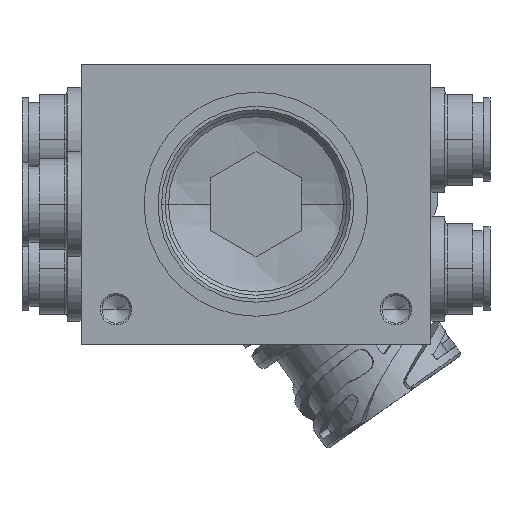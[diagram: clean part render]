
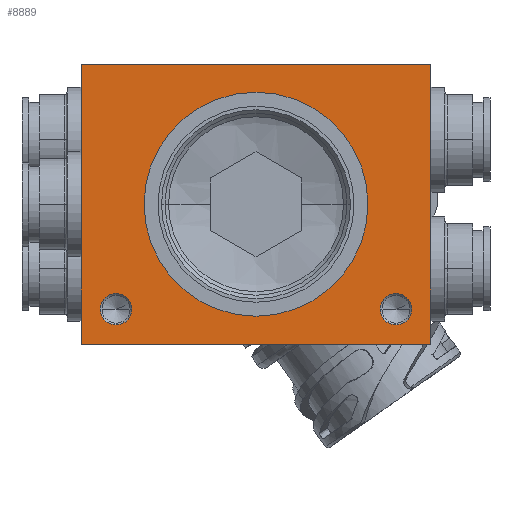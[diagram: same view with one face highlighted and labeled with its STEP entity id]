
A CAD part, front view. The second image highlights one B-rep face of the part: STEP entity #8889.
In plain terms, the highlighted planar face has unit normal (0, -1, 0).
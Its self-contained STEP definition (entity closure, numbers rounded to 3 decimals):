
#106=DIRECTION('',(0.,0.,1.));
#107=VECTOR('',#106,40.);
#108=CARTESIAN_POINT('',(-25.,-137.,-20.));
#109=LINE('',#108,#107);
#432=CARTESIAN_POINT('',(20.,-137.,-15.));
#433=DIRECTION('',(0.,-1.,0.));
#434=DIRECTION('',(-1.,0.,0.));
#435=AXIS2_PLACEMENT_3D('',#432,#433,#434);
#437=CARTESIAN_POINT('',(20.,-137.,-15.));
#438=DIRECTION('',(0.,-1.,0.));
#439=DIRECTION('',(1.,0.,0.));
#440=AXIS2_PLACEMENT_3D('',#437,#438,#439);
#442=CARTESIAN_POINT('',(-20.,-137.,-15.));
#443=DIRECTION('',(0.,-1.,0.));
#444=DIRECTION('',(-1.,0.,0.));
#445=AXIS2_PLACEMENT_3D('',#442,#443,#444);
#447=CARTESIAN_POINT('',(-20.,-137.,-15.));
#448=DIRECTION('',(0.,-1.,0.));
#449=DIRECTION('',(1.,0.,0.));
#450=AXIS2_PLACEMENT_3D('',#447,#448,#449);
#452=DIRECTION('',(1.,0.,0.));
#453=VECTOR('',#452,50.);
#454=CARTESIAN_POINT('',(-25.,-137.,20.));
#455=LINE('',#454,#453);
#514=DIRECTION('',(-1.,0.,0.));
#515=VECTOR('',#514,50.);
#516=CARTESIAN_POINT('',(25.,-137.,-20.));
#517=LINE('',#516,#515);
#536=DIRECTION('',(0.,0.,-1.));
#537=VECTOR('',#536,40.);
#538=CARTESIAN_POINT('',(25.,-137.,20.));
#539=LINE('',#538,#537);
#3177=CARTESIAN_POINT('',(0.,-137.,0.));
#3178=DIRECTION('',(0.,-1.,0.));
#3179=DIRECTION('',(1.,0.,0.));
#3180=AXIS2_PLACEMENT_3D('',#3177,#3178,#3179);
#3187=CARTESIAN_POINT('',(0.,-137.,0.));
#3188=DIRECTION('',(0.,-1.,0.));
#3189=DIRECTION('',(-1.,0.,0.));
#3190=AXIS2_PLACEMENT_3D('',#3187,#3188,#3189);
#6651=CARTESIAN_POINT('',(-25.,-137.,-20.));
#6652=CARTESIAN_POINT('',(-25.,-137.,20.));
#6653=VERTEX_POINT('',#6651);
#6654=VERTEX_POINT('',#6652);
#6655=CARTESIAN_POINT('',(25.,-137.,20.));
#6656=VERTEX_POINT('',#6655);
#6657=CARTESIAN_POINT('',(25.,-137.,-20.));
#6658=VERTEX_POINT('',#6657);
#6683=CARTESIAN_POINT('',(16.,-137.,0.));
#6684=CARTESIAN_POINT('',(-16.,-137.,0.));
#6685=VERTEX_POINT('',#6683);
#6686=VERTEX_POINT('',#6684);
#6991=CARTESIAN_POINT('',(17.75,-137.,-15.));
#6992=CARTESIAN_POINT('',(22.25,-137.,-15.));
#6993=VERTEX_POINT('',#6991);
#6994=VERTEX_POINT('',#6992);
#7005=CARTESIAN_POINT('',(-22.25,-137.,-15.));
#7006=CARTESIAN_POINT('',(-17.75,-137.,-15.));
#7007=VERTEX_POINT('',#7005);
#7008=VERTEX_POINT('',#7006);
#8857=CARTESIAN_POINT('',(0.,-137.,0.));
#8858=DIRECTION('',(0.,1.,0.));
#8859=DIRECTION('',(1.,0.,0.));
#8860=AXIS2_PLACEMENT_3D('',#8857,#8858,#8859);
#8861=PLANE('',#8860);
#8862=ORIENTED_EDGE('',*,*,#8671,.T.);
#8864=ORIENTED_EDGE('',*,*,#8863,.T.);
#8866=ORIENTED_EDGE('',*,*,#8865,.T.);
#8868=ORIENTED_EDGE('',*,*,#8867,.T.);
#8869=EDGE_LOOP('',(#8862,#8864,#8866,#8868));
#8870=FACE_OUTER_BOUND('',#8869,.F.);
#8872=ORIENTED_EDGE('',*,*,#8871,.T.);
#8874=ORIENTED_EDGE('',*,*,#8873,.T.);
#8875=EDGE_LOOP('',(#8872,#8874));
#8876=FACE_BOUND('',#8875,.F.);
#8878=ORIENTED_EDGE('',*,*,#8877,.T.);
#8880=ORIENTED_EDGE('',*,*,#8879,.T.);
#8881=EDGE_LOOP('',(#8878,#8880));
#8882=FACE_BOUND('',#8881,.F.);
#8884=ORIENTED_EDGE('',*,*,#8883,.T.);
#8886=ORIENTED_EDGE('',*,*,#8885,.T.);
#8887=EDGE_LOOP('',(#8884,#8886));
#8888=FACE_BOUND('',#8887,.F.);
#8889=ADVANCED_FACE('',(#8870,#8876,#8882,#8888),#8861,.F.);
#436=CIRCLE('',#435,2.25);
#441=CIRCLE('',#440,2.25);
#446=CIRCLE('',#445,2.25);
#451=CIRCLE('',#450,2.25);
#3181=CIRCLE('',#3180,16.);
#3191=CIRCLE('',#3190,16.);
#8671=EDGE_CURVE('',#6653,#6654,#109,.T.);
#8863=EDGE_CURVE('',#6654,#6656,#455,.T.);
#8865=EDGE_CURVE('',#6656,#6658,#539,.T.);
#8867=EDGE_CURVE('',#6658,#6653,#517,.T.);
#8871=EDGE_CURVE('',#6685,#6686,#3181,.T.);
#8873=EDGE_CURVE('',#6686,#6685,#3191,.T.);
#8877=EDGE_CURVE('',#6993,#6994,#436,.T.);
#8879=EDGE_CURVE('',#6994,#6993,#441,.T.);
#8883=EDGE_CURVE('',#7007,#7008,#446,.T.);
#8885=EDGE_CURVE('',#7008,#7007,#451,.T.);
